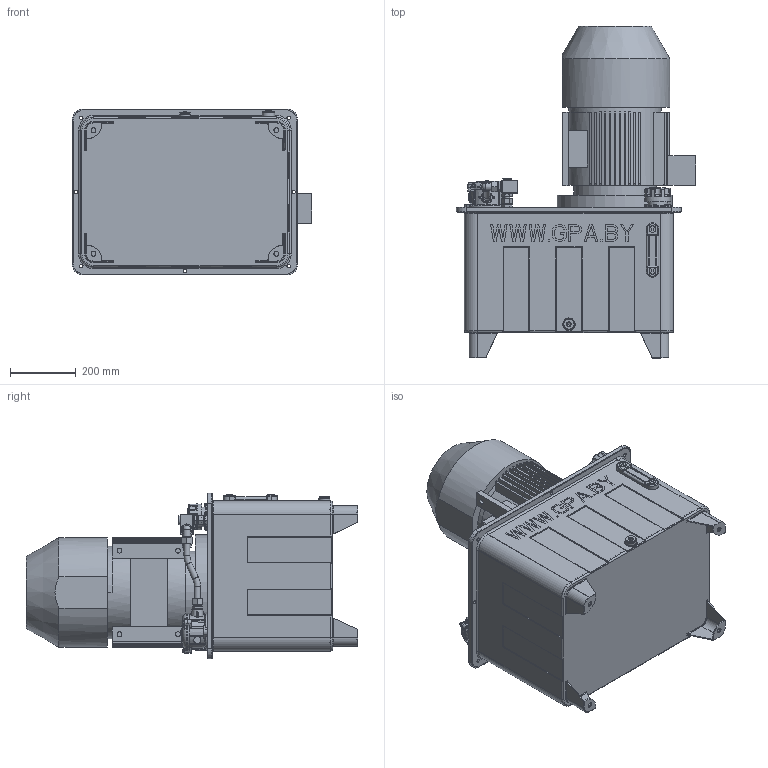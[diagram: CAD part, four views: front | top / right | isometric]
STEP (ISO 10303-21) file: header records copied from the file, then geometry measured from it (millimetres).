
FILE_DESCRIPTION(('STEP AP214'), '1');
FILE_NAME('ÓÃ30.00.005 Óñòàíîâêà ãèäðàâëè÷åñêàÿ', '2021-02-10T14:26:03', (' '), (''), 'ASCON STEP Converter 1.3', 'ASCON Math Kernel', '');
FILE_SCHEMA(('AUTOMOTIVE_DESIGN { 1 0 10303 214 3 1 1}'));
Length unit declared in the file: millimetre
Products named in the file (1): 蚚30.00.005 
Bounding box: 727 x 1008.7 x 504 mm (x, y, z)
Volume: 48424914.3 mm3; surface area: 4570362.3 mm2
Topology: 7 solids, 19 shells, 1891 faces, 4757 edges, 3012 vertices
Faces by surface type: plane 934, cylinder 493, cone 246, torus 128, bspline 83, sphere 7
Full cylindrical faces by diameter (mm): 4 x5, 5 x7, 5.5 x1, 6 x2, 8 x7, 8.3 x6, 8.5 x4, 9 x3, 9.5 x1, 10 x4, 10.5 x8, 11.5 x1, 12 x6, 12.5 x1, 14 x2, 15 x19, 16 x8, 16.5 x5, 17 x3, 18 x13, 18.4 x4, 18.5 x4, 19 x8, 19.7 x1, 20 x3, 20.376 x3, 20.5 x1, 20.8 x1, 20.955 x4, 21 x2
Entity records: 104182 total; most frequent: CARTESIAN_POINT 46688, ORIENTED_EDGE 8701, DIRECTION 8079, EDGE_CURVE 4366, AXIS2_PLACEMENT_3D 3037, VERTEX_POINT 2992, EDGE_LOOP 2487, FACE_BOUND 2006
